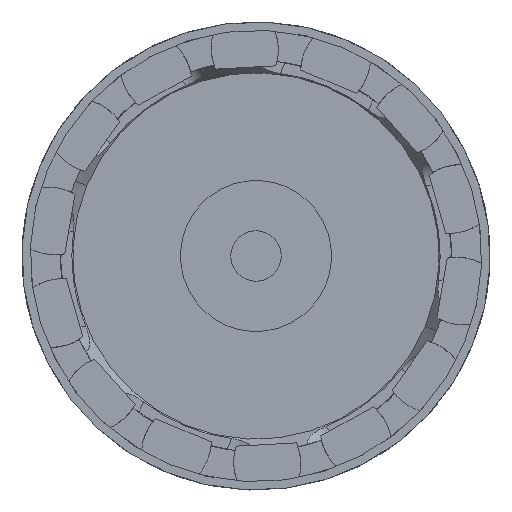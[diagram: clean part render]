
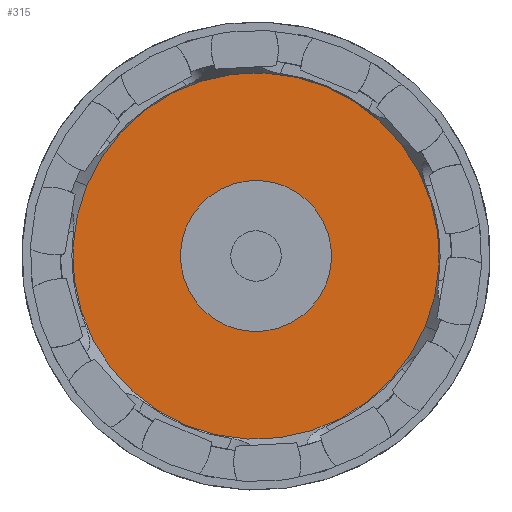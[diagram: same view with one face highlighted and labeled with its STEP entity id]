
A CAD part, front view. The second image highlights one B-rep face of the part: STEP entity #315.
In plain terms, the highlighted planar face has unit normal (0, -1, 0).
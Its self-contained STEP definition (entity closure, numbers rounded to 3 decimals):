
#40 = CARTESIAN_POINT ( 'NONE',  ( 0., 0., -4.5 ) ) ;
#279 = AXIS2_PLACEMENT_3D ( 'NONE', #3435, #5838, #3397 ) ;
#315 = ADVANCED_FACE ( 'NONE', ( #5712, #1465 ), #5165, .F. ) ;
#577 = CARTESIAN_POINT ( 'NONE',  ( 10.919, 0., 0. ) ) ;
#688 = EDGE_LOOP ( 'NONE', ( #3969, #7344 ) ) ;
#725 = VERTEX_POINT ( 'NONE', #7025 ) ;
#986 = EDGE_CURVE ( 'NONE', #725, #5432, #4884, .T. ) ;
#1313 = EDGE_CURVE ( 'NONE', #3468, #6347, #4387, .T. ) ;
#1465 = FACE_BOUND ( 'NONE', #688, .T. ) ;
#2105 = CARTESIAN_POINT ( 'NONE',  ( 0., 0., 0. ) ) ;
#2457 = AXIS2_PLACEMENT_3D ( 'NONE', #2645, #6306, #2685 ) ;
#2645 = CARTESIAN_POINT ( 'NONE',  ( 0., 0., 0. ) ) ;
#2685 = DIRECTION ( 'NONE',  ( 0., 0., 1. ) ) ;
#3397 = DIRECTION ( 'NONE',  ( -1., 0., 0. ) ) ;
#3435 = CARTESIAN_POINT ( 'NONE',  ( 0., 0., 0. ) ) ;
#3468 = VERTEX_POINT ( 'NONE', #40 ) ;
#3525 = AXIS2_PLACEMENT_3D ( 'NONE', #7516, #7557, #5093 ) ;
#3661 = CARTESIAN_POINT ( 'NONE',  ( 0., 0., 4.5 ) ) ;
#3969 = ORIENTED_EDGE ( 'NONE', *, *, #7224, .F. ) ;
#4045 = EDGE_CURVE ( 'NONE', #5432, #725, #6942, .T. ) ;
#4387 = CIRCLE ( 'NONE', #7138, 4.5 ) ;
#4504 = DIRECTION ( 'NONE',  ( 0., 1., 0. ) ) ;
#4884 = CIRCLE ( 'NONE', #6270, 10.919 ) ;
#5093 = DIRECTION ( 'NONE',  ( 1., 0., 0. ) ) ;
#5165 = PLANE ( 'NONE',  #3525 ) ;
#5283 = ORIENTED_EDGE ( 'NONE', *, *, #4045, .F. ) ;
#5432 = VERTEX_POINT ( 'NONE', #577 ) ;
#5712 = FACE_OUTER_BOUND ( 'NONE', #7703, .T. ) ;
#5838 = DIRECTION ( 'NONE',  ( 0., 1., 0. ) ) ;
#6228 = CIRCLE ( 'NONE', #2457, 4.5 ) ;
#6270 = AXIS2_PLACEMENT_3D ( 'NONE', #2105, #4504, #6355 ) ;
#6306 = DIRECTION ( 'NONE',  ( 0., -1., 0. ) ) ;
#6347 = VERTEX_POINT ( 'NONE', #3661 ) ;
#6355 = DIRECTION ( 'NONE',  ( -1., 0., 0. ) ) ;
#6520 = DIRECTION ( 'NONE',  ( 0., -1., 0. ) ) ;
#6798 = ORIENTED_EDGE ( 'NONE', *, *, #986, .F. ) ;
#6942 = CIRCLE ( 'NONE', #279, 10.919 ) ;
#7025 = CARTESIAN_POINT ( 'NONE',  ( -10.919, 0., 0. ) ) ;
#7138 = AXIS2_PLACEMENT_3D ( 'NONE', #7145, #6520, #7227 ) ;
#7145 = CARTESIAN_POINT ( 'NONE',  ( 0., 0., 0. ) ) ;
#7224 = EDGE_CURVE ( 'NONE', #6347, #3468, #6228, .T. ) ;
#7227 = DIRECTION ( 'NONE',  ( 0., 0., 1. ) ) ;
#7344 = ORIENTED_EDGE ( 'NONE', *, *, #1313, .F. ) ;
#7516 = CARTESIAN_POINT ( 'NONE',  ( 0., 0., 0. ) ) ;
#7557 = DIRECTION ( 'NONE',  ( 0., 1., 0. ) ) ;
#7703 = EDGE_LOOP ( 'NONE', ( #5283, #6798 ) ) ;
